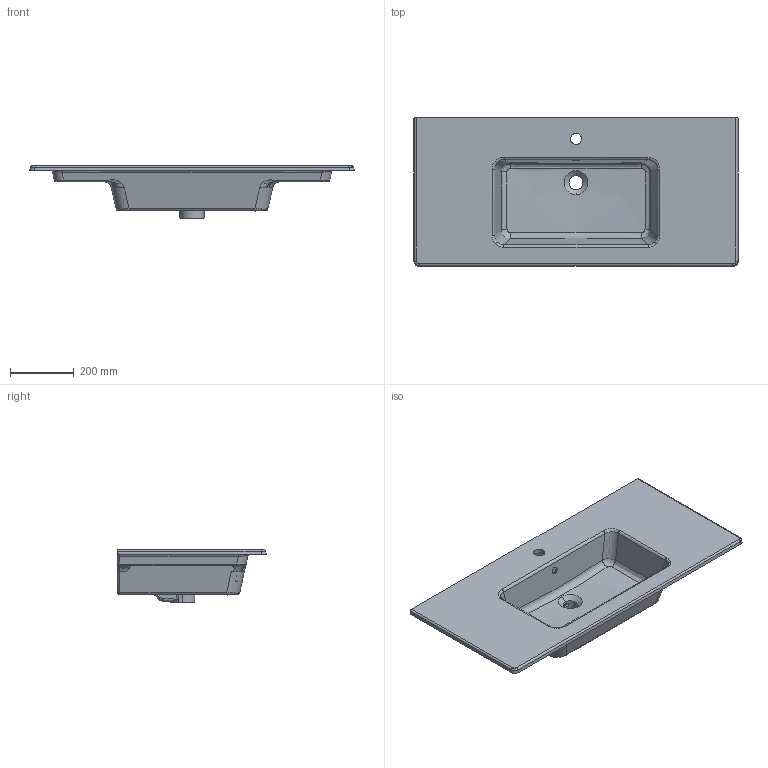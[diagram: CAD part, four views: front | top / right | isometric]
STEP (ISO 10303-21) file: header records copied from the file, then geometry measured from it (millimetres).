
FILE_DESCRIPTION (( 'STEP AP214' ), '1' );
FILE_NAME ('UN100B_STEP_V10321.STEP', '2021-03-12T16:33:44', ( '' ), ( '' ), 'SwSTEP 2.0', 'SolidWorks 2019', '' );
FILE_SCHEMA (( 'AUTOMOTIVE_DESIGN' ));
Products named in the file (1): UN100B_STEP_V10321
Bounding box: 1016 x 465 x 165 mm (x, y, z)
Volume: 18243603.8 mm3; surface area: 2011556 mm2
Topology: 2 solids, 2 shells, 546 faces, 1376 edges, 823 vertices
Faces by surface type: bspline 546
Entity records: 63715 total; most frequent: CARTESIAN_POINT 55852, ORIENTED_EDGE 2736, EDGE_CURVE 1368, B_SPLINE_CURVE_WITH_KNOTS 1079, VERTEX_POINT 823, EDGE_LOOP 557, ADVANCED_FACE 546, FACE_OUTER_BOUND 546
